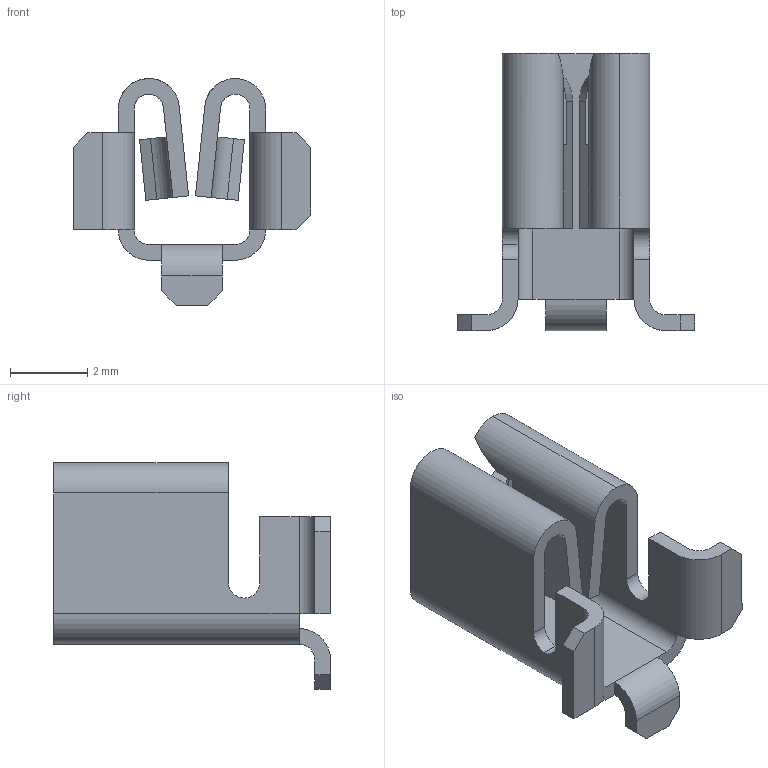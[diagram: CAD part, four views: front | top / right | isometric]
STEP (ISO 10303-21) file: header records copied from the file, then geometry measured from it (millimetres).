
FILE_DESCRIPTION (( 'STEP AP214' ), '1' );
FILE_NAME ('3586TR.STEP', '2015-02-11T16:10:18', ( '' ), ( '' ), 'SwSTEP 2.0', 'SolidWorks 2013', '' );
FILE_SCHEMA (( 'AUTOMOTIVE_DESIGN' ));
Length unit declared in the file: inch
Products named in the file (1): 3586TR
Bounding box: 6.15 x 7.16 x 5.87 mm (x, y, z)
Volume: 42.7 mm3; surface area: 241.6 mm2
Topology: 1 solids, 1 shells, 88 faces, 243 edges, 158 vertices
Faces by surface type: plane 65, cylinder 23
Entity records: 3963 total; most frequent: CARTESIAN_POINT 502, ORIENTED_EDGE 486, DIRECTION 463, EDGE_CURVE 243, LINE 193, VECTOR 193, VERTEX_POINT 158, AXIS2_PLACEMENT_3D 135
